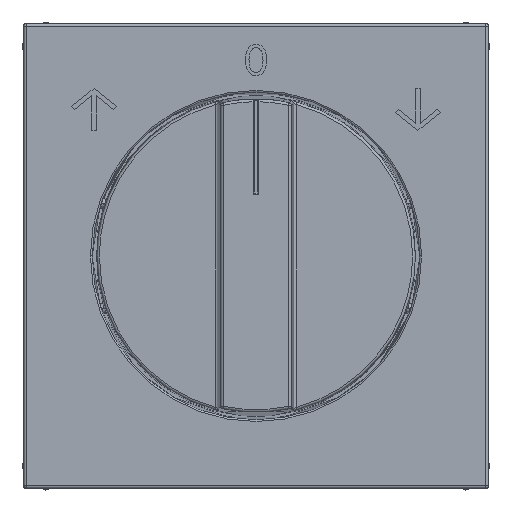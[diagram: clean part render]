
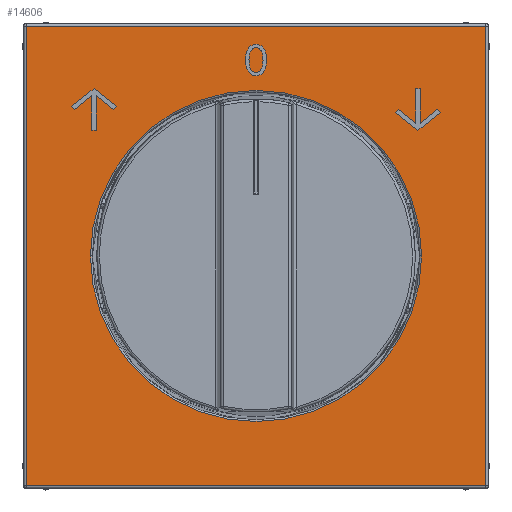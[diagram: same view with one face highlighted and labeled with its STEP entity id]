
A CAD part, top view. The second image highlights one B-rep face of the part: STEP entity #14606.
In plain terms, the highlighted face is planar.
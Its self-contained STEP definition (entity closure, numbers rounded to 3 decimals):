
#3942=DIRECTION('',(1.,0.,0.));
#3943=VECTOR('',#3942,54.881);
#3944=CARTESIAN_POINT('',(-27.44,10.,27.44));
#3945=LINE('6590',#3944,#3943);
#3949=DIRECTION('',(0.,0.,1.));
#3950=VECTOR('',#3949,54.881);
#3951=CARTESIAN_POINT('',(-27.44,10.,-27.44));
#3952=LINE('6594',#3951,#3950);
#3956=DIRECTION('',(-1.,0.,0.));
#3957=VECTOR('',#3956,54.881);
#3958=CARTESIAN_POINT('',(27.44,10.,-27.44));
#3959=LINE('6600',#3958,#3957);
#3963=DIRECTION('',(0.,0.,-1.));
#3964=VECTOR('',#3963,54.881);
#3965=CARTESIAN_POINT('',(27.44,10.,27.44));
#3966=LINE('6605',#3965,#3964);
#3970=CARTESIAN_POINT('',(0.,10.,0.));
#3971=DIRECTION('',(0.,-1.,0.));
#3972=DIRECTION('',(-1.,0.,0.));
#3973=AXIS2_PLACEMENT_3D('',#3970,#3971,#3972);
#3978=CARTESIAN_POINT('',(0.,10.,0.));
#3979=DIRECTION('',(0.,-1.,0.));
#3980=DIRECTION('',(1.,0.,0.));
#3981=AXIS2_PLACEMENT_3D('',#3978,#3979,#3980);
#11066=CARTESIAN_POINT('',(-27.44,10.,27.44));
#11067=CARTESIAN_POINT('',(27.44,10.,27.44));
#11068=VERTEX_POINT('',#11066);
#11069=VERTEX_POINT('',#11067);
#11076=CARTESIAN_POINT('',(-27.44,10.,-27.44));
#11077=VERTEX_POINT('',#11076);
#11088=CARTESIAN_POINT('',(27.44,10.,-27.44));
#11089=VERTEX_POINT('',#11088);
#11476=CARTESIAN_POINT('',(-19.775,10.,0.));
#11477=CARTESIAN_POINT('',(19.775,10.,0.));
#11478=VERTEX_POINT('',#11476);
#11479=VERTEX_POINT('',#11477);
#14586=CARTESIAN_POINT('',(0.,10.,0.));
#14587=DIRECTION('',(0.,1.,0.));
#14588=DIRECTION('',(0.,0.,-1.));
#14589=AXIS2_PLACEMENT_3D('',#14586,#14587,#14588);
#14590=PLANE('1910',#14589);
#14592=ORIENTED_EDGE('6590',*,*,#14591,.F.);
#14594=ORIENTED_EDGE('6594',*,*,#14593,.F.);
#14596=ORIENTED_EDGE('6600',*,*,#14595,.F.);
#14598=ORIENTED_EDGE('6605',*,*,#14597,.F.);
#14599=EDGE_LOOP('1910',(#14592,#14594,#14596,#14598));
#14600=FACE_OUTER_BOUND('1910',#14599,.F.);
#14602=ORIENTED_EDGE('10691',*,*,#14601,.F.);
#14603=ORIENTED_EDGE('10693',*,*,#14576,.F.);
#14604=EDGE_LOOP('1910',(#14602,#14603));
#14605=FACE_BOUND('1910',#14604,.F.);
#3974=CIRCLE('10691',#3973,19.775);
#3982=CIRCLE('10693',#3981,19.775);
#14576=EDGE_CURVE('10693',#11479,#11478,#3982,.T.);
#14591=EDGE_CURVE('6590',#11068,#11069,#3945,.T.);
#14593=EDGE_CURVE('6594',#11077,#11068,#3952,.T.);
#14595=EDGE_CURVE('6600',#11089,#11077,#3959,.T.);
#14597=EDGE_CURVE('6605',#11069,#11089,#3966,.T.);
#14601=EDGE_CURVE('10691',#11478,#11479,#3974,.T.);
#14606=ADVANCED_FACE('1910',(#14600,#14605),#14590,.T.);
